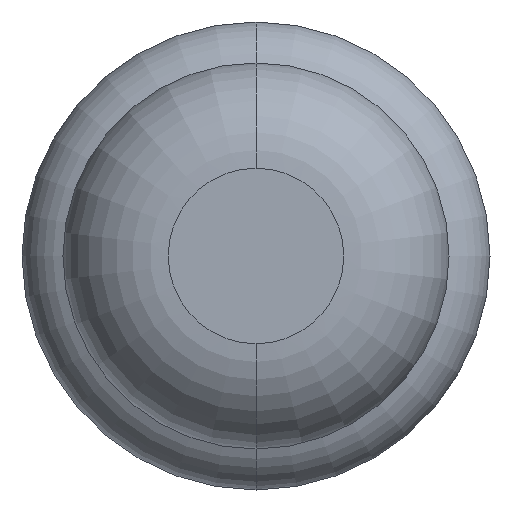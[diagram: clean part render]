
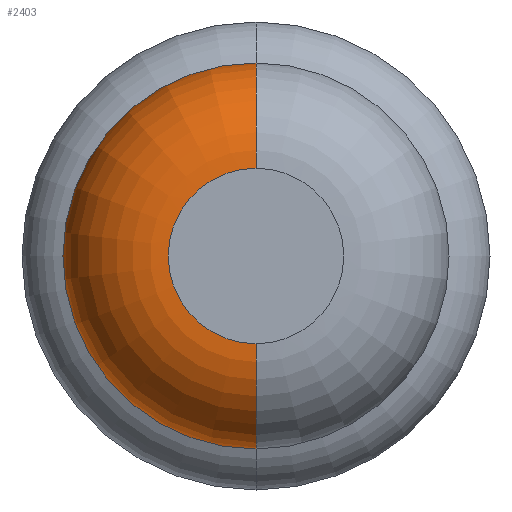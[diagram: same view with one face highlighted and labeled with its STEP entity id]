
A CAD part, front view. The second image highlights one B-rep face of the part: STEP entity #2403.
In plain terms, the highlighted toroidal (fillet/blend) face has major radius 0.375 mm and minor radius 0.45 mm.
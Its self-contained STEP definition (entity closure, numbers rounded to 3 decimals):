
#35 = CARTESIAN_POINT ( 'NONE',  ( 0., -29.95, -0.375 ) ) ;
#359 = CARTESIAN_POINT ( 'NONE',  ( 0., -30.4, -0.375 ) ) ;
#464 = CARTESIAN_POINT ( 'NONE',  ( 0., -29.95, 0.825 ) ) ;
#472 = CARTESIAN_POINT ( 'NONE',  ( 0., -29.95, 0.375 ) ) ;
#607 = EDGE_CURVE ( 'NONE', #3404, #3493, #3456, .T. ) ;
#612 = EDGE_LOOP ( 'NONE', ( #1983, #646, #2509, #3639 ) ) ;
#632 = DIRECTION ( 'NONE',  ( 0., 0., -1. ) ) ;
#641 = DIRECTION ( 'NONE',  ( 0., 1., 0. ) ) ;
#646 = ORIENTED_EDGE ( 'NONE', *, *, #800, .T. ) ;
#800 = EDGE_CURVE ( 'Defeature ausgef�hrt1_7+Defeature ausgef�hrt1_6+Defeature ausgef�hrt1_6+Defeature ausgef�hrt1_6', #3404, #2425, #986, .T. ) ;
#857 = AXIS2_PLACEMENT_3D ( 'NONE', #472, #3125, #3422 ) ;
#986 = CIRCLE ( 'NONE', #3367, 0.375 ) ;
#1244 = DIRECTION ( 'NONE',  ( 1., 0., 0. ) ) ;
#1397 = AXIS2_PLACEMENT_3D ( 'NONE', #2033, #1756, #2097 ) ;
#1510 = CARTESIAN_POINT ( 'NONE',  ( 0., -30.4, 0.375 ) ) ;
#1756 = DIRECTION ( 'NONE',  ( 0., 1., 0. ) ) ;
#1799 = AXIS2_PLACEMENT_3D ( 'NONE', #2028, #2066, #2339 ) ;
#1983 = ORIENTED_EDGE ( 'NONE', *, *, #607, .F. ) ;
#2025 = EDGE_CURVE ( 'NONE', #2425, #3584, #2533, .T. ) ;
#2028 = CARTESIAN_POINT ( 'NONE',  ( 0., -29.95, 0. ) ) ;
#2033 = CARTESIAN_POINT ( 'NONE',  ( 0., -29.95, 0. ) ) ;
#2066 = DIRECTION ( 'NONE',  ( 0., 1., 0. ) ) ;
#2097 = DIRECTION ( 'NONE',  ( 0., 0., 1. ) ) ;
#2171 = AXIS2_PLACEMENT_3D ( 'NONE', #35, #1244, #632 ) ;
#2339 = DIRECTION ( 'NONE',  ( 0., 0., 1. ) ) ;
#2403 = ADVANCED_FACE ( 'Defeature ausgef�hrt1_7', ( #2899 ), #3411, .T. ) ;
#2425 = VERTEX_POINT ( 'NONE', #1510 ) ;
#2480 = CARTESIAN_POINT ( 'NONE',  ( 0., -30.4, 0. ) ) ;
#2509 = ORIENTED_EDGE ( 'NONE', *, *, #2025, .T. ) ;
#2533 = CIRCLE ( 'NONE', #857, 0.45 ) ;
#2743 = DIRECTION ( 'NONE',  ( 0., 0., 1. ) ) ;
#2899 = FACE_OUTER_BOUND ( 'NONE', #612, .T. ) ;
#2940 = EDGE_CURVE ( 'Defeature ausgef�hrt1_8+Defeature ausgef�hrt1_7+Defeature ausgef�hrt1_7+Defeature ausgef�hrt1_7', #3493, #3584, #3556, .T. ) ;
#3096 = CARTESIAN_POINT ( 'NONE',  ( 0., -29.95, -0.825 ) ) ;
#3125 = DIRECTION ( 'NONE',  ( -1., 0., 0. ) ) ;
#3367 = AXIS2_PLACEMENT_3D ( 'NONE', #2480, #641, #2743 ) ;
#3404 = VERTEX_POINT ( 'NONE', #359 ) ;
#3411 = TOROIDAL_SURFACE ( 'NONE', #1397, 0.375, 0.45 ) ;
#3422 = DIRECTION ( 'NONE',  ( 0., 0., 1. ) ) ;
#3456 = CIRCLE ( 'NONE', #2171, 0.45 ) ;
#3493 = VERTEX_POINT ( 'NONE', #3096 ) ;
#3556 = CIRCLE ( 'NONE', #1799, 0.825 ) ;
#3584 = VERTEX_POINT ( 'NONE', #464 ) ;
#3639 = ORIENTED_EDGE ( 'NONE', *, *, #2940, .F. ) ;
